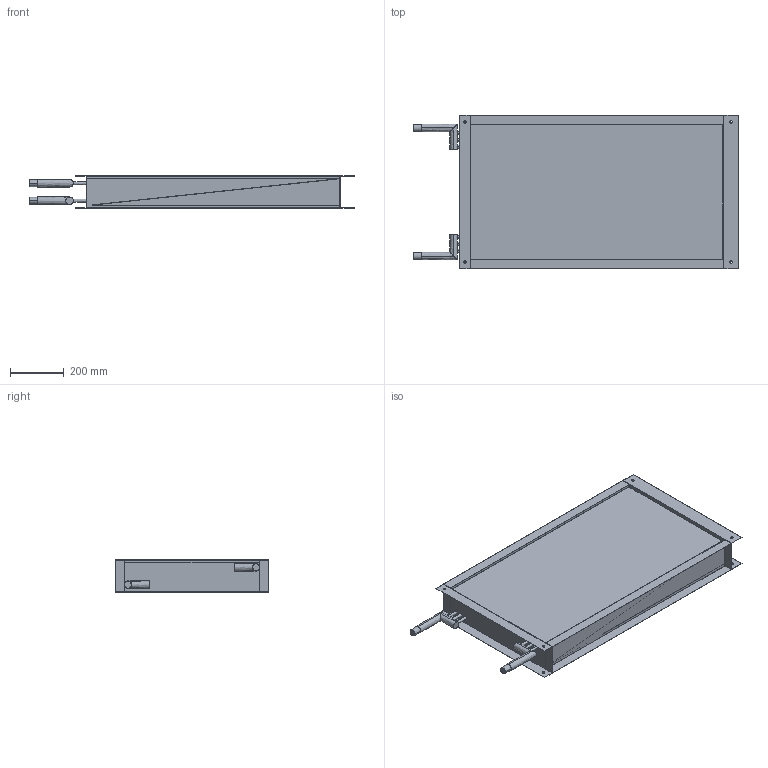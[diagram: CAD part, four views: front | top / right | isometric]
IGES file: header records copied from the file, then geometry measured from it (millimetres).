
Start section: SolidWorks IGES file using analytic representation for surfaces
Global section: file name: WHP_56-69.IGS; native system: SolidWorks 2008; preprocessor: SolidWorks 2008; author: WS-KO; date: 090903.202826; units: millimetre
Bounding box: 1206 x 570 x 120 mm (x, y, z)
Surface area: 4025996.9 mm2 (no closed solid volume)
Topology: 0 solids, 0 shells, 112 faces, 2140 edges, 2140 vertices
Faces by surface type: bspline 62, revolution 50
